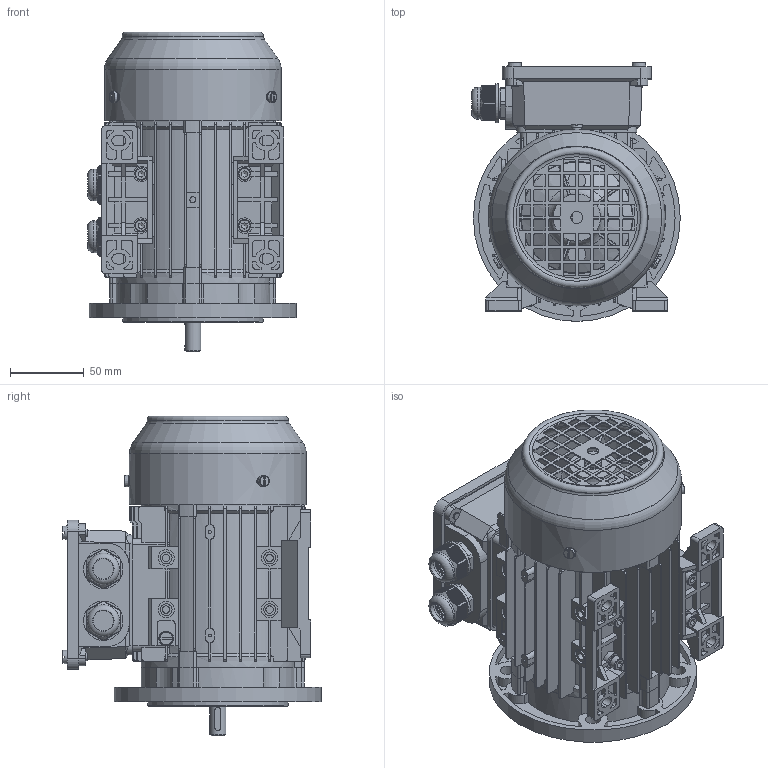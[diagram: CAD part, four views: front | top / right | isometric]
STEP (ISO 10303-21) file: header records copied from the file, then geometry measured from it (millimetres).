
FILE_DESCRIPTION(/* description */ (''),/* implementation_level */ '2;1');
FILE_NAME(/* name */ 'JL-63-B35.stp',/* time_stamp */ '2018-12-30T13:59:54+08:00',/* author */ (''),/* organization */ (''),/* preprocessor_version */ 'ST-DEVELOPER v16.7',/* originating_system */ 'SIEMENS PLM Software NX 12.0',/* authorisation */ '');
FILE_SCHEMA (('AP203_CONFIGURATION_CONTROLLED_3D_DESIGN_OF_MECHANICAL_PARTS_AND_ASSEMBLIES_MIM_LF { 1 0 10303 403 2 1 2}'));
Length unit declared in the file: millimetre
Products named in the file (1): JL-63-B35
Bounding box: 141.1 x 175 x 216.5 mm (x, y, z)
Volume: 595942.6 mm3; surface area: 457229.5 mm2
Topology: 50 solids, 50 shells, 3796 faces, 10456 edges, 6924 vertices
Faces by surface type: plane 2402, cylinder 990, torus 184, cone 169, bspline 51
Full cylindrical faces by diameter (mm): 2 x4, 3 x13, 3.2 x1, 3.5 x6, 3.545 x6, 4 x21, 4.132 x4, 4.134 x4, 4.48 x5, 4.7 x6, 4.8 x1, 4.9 x3, 5 x34, 5.3 x1, 5.8 x14, 6 x4, 7 x3, 8 x13, 8.5 x8, 9.5 x3, 10 x5, 10.4 x1, 10.5 x4, 10.6 x1, 11 x13, 11.2 x2, 11.4 x2, 12 x11, 13.75 x2, 14 x1
Entity records: 130516 total; most frequent: CARTESIAN_POINT 38506, ORIENTED_EDGE 19452, DIRECTION 17785, EDGE_CURVE 9726, VERTEX_POINT 6642, AXIS2_PLACEMENT_3D 6102, LINE 5581, VECTOR 5581
